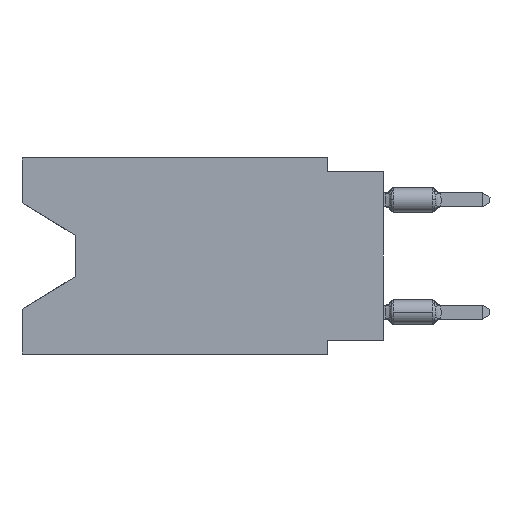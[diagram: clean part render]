
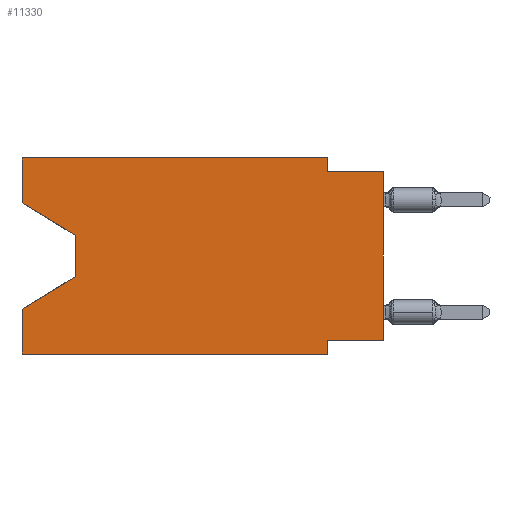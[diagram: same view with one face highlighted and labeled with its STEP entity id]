
A CAD part, left-side view. The second image highlights one B-rep face of the part: STEP entity #11330.
In plain terms, the highlighted planar face has unit normal (-1, 0, 0).
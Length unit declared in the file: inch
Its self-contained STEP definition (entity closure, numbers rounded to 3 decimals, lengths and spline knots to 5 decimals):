
#15 = LINE ( 'NONE', #8464, #11259 ) ;
#114 = CARTESIAN_POINT ( 'NONE',  ( 0., 0., 0. ) ) ;
#187 = DIRECTION ( 'NONE',  ( 0., 1., 0. ) ) ;
#631 = VECTOR ( 'NONE', #9825, 39.37008 ) ;
#1261 = VERTEX_POINT ( 'NONE', #7307 ) ;
#1691 = ORIENTED_EDGE ( 'NONE', *, *, #6165, .F. ) ;
#1720 = DIRECTION ( 'NONE',  ( 0., 0., 1. ) ) ;
#2984 = LINE ( 'NONE', #9800, #21133 ) ;
#3349 = ORIENTED_EDGE ( 'NONE', *, *, #8713, .F. ) ;
#3495 = CARTESIAN_POINT ( 'NONE',  ( 0., 0.645, 0. ) ) ;
#3714 = LINE ( 'NONE', #5354, #18944 ) ;
#3737 = CARTESIAN_POINT ( 'NONE',  ( 0., 0.1, -0.35 ) ) ;
#3806 = VECTOR ( 'NONE', #19270, 39.37008 ) ;
#4393 = VERTEX_POINT ( 'NONE', #22960 ) ;
#4484 = VERTEX_POINT ( 'NONE', #21805 ) ;
#4727 = VECTOR ( 'NONE', #10652, 39.37008 ) ;
#5104 = VECTOR ( 'NONE', #19182, 39.37008 ) ;
#5246 = CARTESIAN_POINT ( 'NONE',  ( 0., 0.645, 0. ) ) ;
#5354 = CARTESIAN_POINT ( 'NONE',  ( 0., 0., -0.325 ) ) ;
#5976 = LINE ( 'NONE', #18801, #631 ) ;
#6165 = EDGE_CURVE ( 'NONE', #4484, #14592, #18245, .T. ) ;
#6314 = VERTEX_POINT ( 'NONE', #13551 ) ;
#6916 = LINE ( 'NONE', #22695, #5104 ) ;
#7307 = CARTESIAN_POINT ( 'NONE',  ( 0., 0.55, -0.212 ) ) ;
#7433 = LINE ( 'NONE', #23067, #8475 ) ;
#7545 = DIRECTION ( 'NONE',  ( 0., 0., -1. ) ) ;
#8394 = EDGE_CURVE ( 'NONE', #21212, #12446, #20908, .T. ) ;
#8400 = ORIENTED_EDGE ( 'NONE', *, *, #17443, .T. ) ;
#8464 = CARTESIAN_POINT ( 'NONE',  ( 0., 0.645, -0.35 ) ) ;
#8475 = VECTOR ( 'NONE', #7545, 39.37008 ) ;
#8562 = VECTOR ( 'NONE', #12647, 39.37008 ) ;
#8630 = CARTESIAN_POINT ( 'NONE',  ( 0., 0.645, -0.08025 ) ) ;
#8652 = CARTESIAN_POINT ( 'NONE',  ( 0., 0.55, -0.138 ) ) ;
#8713 = EDGE_CURVE ( 'NONE', #14916, #6314, #9573, .T. ) ;
#8726 = CARTESIAN_POINT ( 'NONE',  ( 0., 0.645, 0. ) ) ;
#8937 = ORIENTED_EDGE ( 'NONE', *, *, #8394, .F. ) ;
#9266 = CARTESIAN_POINT ( 'NONE',  ( 0., 0.1, 0. ) ) ;
#9363 = ORIENTED_EDGE ( 'NONE', *, *, #16812, .T. ) ;
#9556 = EDGE_CURVE ( 'NONE', #4393, #1261, #10639, .T. ) ;
#9573 = LINE ( 'NONE', #11771, #11642 ) ;
#9800 = CARTESIAN_POINT ( 'NONE',  ( 0., 0.55, -0.212 ) ) ;
#9825 = DIRECTION ( 'NONE',  ( 0., -0.855, -0.519 ) ) ;
#9940 = CARTESIAN_POINT ( 'NONE',  ( 0., 0.1, -0.025 ) ) ;
#10149 = VECTOR ( 'NONE', #1720, 39.37008 ) ;
#10328 = ORIENTED_EDGE ( 'NONE', *, *, #9556, .T. ) ;
#10422 = ORIENTED_EDGE ( 'NONE', *, *, #19422, .F. ) ;
#10589 = EDGE_CURVE ( 'NONE', #21212, #14592, #15, .T. ) ;
#10601 = FACE_OUTER_BOUND ( 'NONE', #13044, .T. ) ;
#10639 = LINE ( 'NONE', #8652, #3806 ) ;
#10652 = DIRECTION ( 'NONE',  ( 0., 0., 1. ) ) ;
#10805 = CARTESIAN_POINT ( 'NONE',  ( 0., 0.645, -0.35 ) ) ;
#11043 = ORIENTED_EDGE ( 'NONE', *, *, #10589, .T. ) ;
#11259 = VECTOR ( 'NONE', #22936, 39.37008 ) ;
#11330 = ADVANCED_FACE ( 'NONE', ( #10601 ), #12583, .F. ) ;
#11341 = ORIENTED_EDGE ( 'NONE', *, *, #17728, .T. ) ;
#11638 = VERTEX_POINT ( 'NONE', #20785 ) ;
#11642 = VECTOR ( 'NONE', #18895, 39.37008 ) ;
#11771 = CARTESIAN_POINT ( 'NONE',  ( 0., 0., -0.025 ) ) ;
#12152 = ORIENTED_EDGE ( 'NONE', *, *, #17314, .F. ) ;
#12350 = DIRECTION ( 'NONE',  ( 0., 0., -1. ) ) ;
#12446 = VERTEX_POINT ( 'NONE', #18991 ) ;
#12583 = PLANE ( 'NONE',  #20223 ) ;
#12647 = DIRECTION ( 'NONE',  ( 0., 0., -1. ) ) ;
#12710 = DIRECTION ( 'NONE',  ( 1., 0., 0. ) ) ;
#13044 = EDGE_LOOP ( 'NONE', ( #11341, #10328, #9363, #8937, #11043, #1691, #21201, #8400, #3349, #19736, #12152, #10422 ) ) ;
#13551 = CARTESIAN_POINT ( 'NONE',  ( 0., 0., -0.025 ) ) ;
#13757 = CARTESIAN_POINT ( 'NONE',  ( 0., 0., -0.325 ) ) ;
#14592 = VERTEX_POINT ( 'NONE', #17784 ) ;
#14916 = VERTEX_POINT ( 'NONE', #9940 ) ;
#16812 = EDGE_CURVE ( 'NONE', #1261, #12446, #2984, .T. ) ;
#16892 = EDGE_CURVE ( 'NONE', #17559, #14916, #7433, .T. ) ;
#17314 = EDGE_CURVE ( 'NONE', #11638, #17559, #6916, .T. ) ;
#17443 = EDGE_CURVE ( 'NONE', #18210, #6314, #17779, .T. ) ;
#17559 = VERTEX_POINT ( 'NONE', #9266 ) ;
#17728 = EDGE_CURVE ( 'NONE', #20270, #4393, #5976, .T. ) ;
#17779 = LINE ( 'NONE', #114, #23032 ) ;
#17784 = CARTESIAN_POINT ( 'NONE',  ( 0., 0.1, -0.35 ) ) ;
#17981 = EDGE_CURVE ( 'NONE', #18210, #4484, #3714, .T. ) ;
#18210 = VERTEX_POINT ( 'NONE', #13757 ) ;
#18245 = LINE ( 'NONE', #3737, #8562 ) ;
#18801 = CARTESIAN_POINT ( 'NONE',  ( 0., 0.645, -0.08025 ) ) ;
#18895 = DIRECTION ( 'NONE',  ( 0., -1., 0. ) ) ;
#18944 = VECTOR ( 'NONE', #187, 39.37008 ) ;
#18991 = CARTESIAN_POINT ( 'NONE',  ( 0., 0.645, -0.26975 ) ) ;
#19182 = DIRECTION ( 'NONE',  ( 0., -1., 0. ) ) ;
#19270 = DIRECTION ( 'NONE',  ( 0., 0., -1. ) ) ;
#19422 = EDGE_CURVE ( 'NONE', #20270, #11638, #19526, .T. ) ;
#19526 = LINE ( 'NONE', #3495, #4727 ) ;
#19736 = ORIENTED_EDGE ( 'NONE', *, *, #16892, .F. ) ;
#20223 = AXIS2_PLACEMENT_3D ( 'NONE', #8726, #12710, #12350 ) ;
#20270 = VERTEX_POINT ( 'NONE', #8630 ) ;
#20785 = CARTESIAN_POINT ( 'NONE',  ( 0., 0.645, 0. ) ) ;
#20908 = LINE ( 'NONE', #5246, #10149 ) ;
#21133 = VECTOR ( 'NONE', #22278, 39.37008 ) ;
#21201 = ORIENTED_EDGE ( 'NONE', *, *, #17981, .F. ) ;
#21212 = VERTEX_POINT ( 'NONE', #10805 ) ;
#21399 = DIRECTION ( 'NONE',  ( 0., 0., 1. ) ) ;
#21805 = CARTESIAN_POINT ( 'NONE',  ( 0., 0.1, -0.325 ) ) ;
#22278 = DIRECTION ( 'NONE',  ( 0., 0.855, -0.519 ) ) ;
#22695 = CARTESIAN_POINT ( 'NONE',  ( 0., 0.645, 0. ) ) ;
#22936 = DIRECTION ( 'NONE',  ( 0., -1., 0. ) ) ;
#22960 = CARTESIAN_POINT ( 'NONE',  ( 0., 0.55, -0.138 ) ) ;
#23032 = VECTOR ( 'NONE', #21399, 39.37008 ) ;
#23067 = CARTESIAN_POINT ( 'NONE',  ( 0., 0.1, 0. ) ) ;
